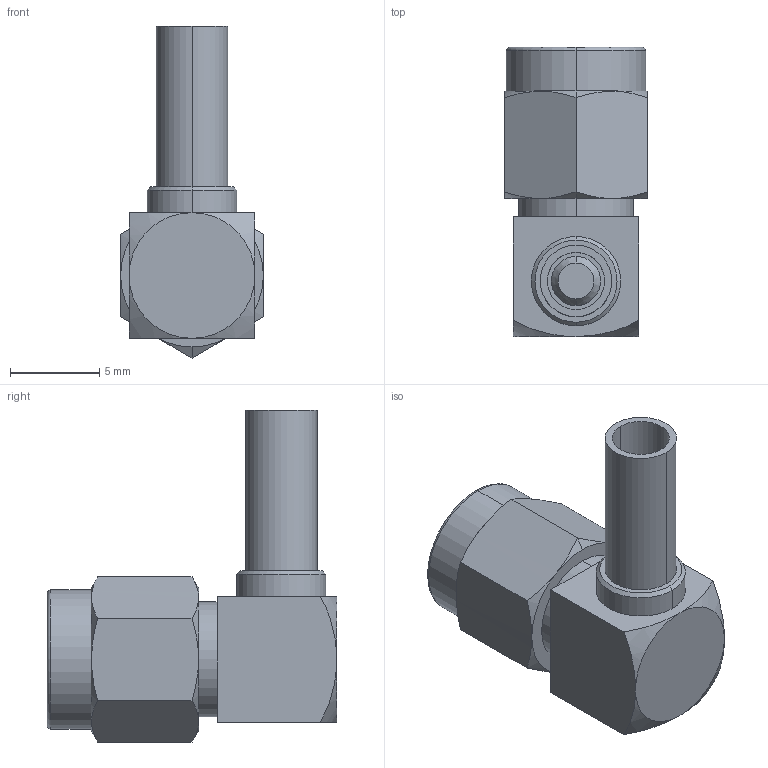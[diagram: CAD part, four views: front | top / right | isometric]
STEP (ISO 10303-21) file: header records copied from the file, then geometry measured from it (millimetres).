
FILE_DESCRIPTION((''),'2;1');
FILE_NAME('1','2021-08-11T',('Administrator'),(''),'PRO/ENGINEER BY PARAMETRIC TECHNOLOGY CORPORATION, 2012090','PRO/ENGINEER BY PARAMETRIC TECHNOLOGY CORPORATION, 2012090','');
FILE_SCHEMA(('CONFIG_CONTROL_DESIGN'));
Length unit declared in the file: millimetre
Products named in the file (1): 1
Bounding box: 8 x 16.2 x 18.59 mm (x, y, z)
Volume: 760.3 mm3; surface area: 1044.3 mm2
Topology: 1 solids, 1 shells, 85 faces, 187 edges, 116 vertices
Faces by surface type: cylinder 27, plane 26, cone 20, bspline 10, torus 2
Entity records: 3858 total; most frequent: CARTESIAN_POINT 2021, ORIENTED_EDGE 374, DIRECTION 357, EDGE_CURVE 187, AXIS2_PLACEMENT_3D 147, VERTEX_POINT 116, EDGE_LOOP 97, FACE_OUTER_BOUND 85
